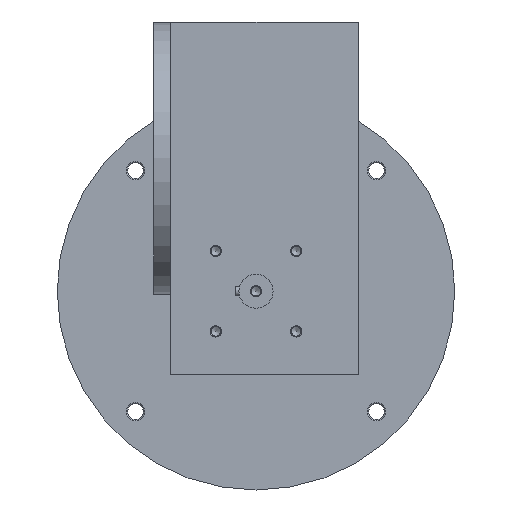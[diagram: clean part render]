
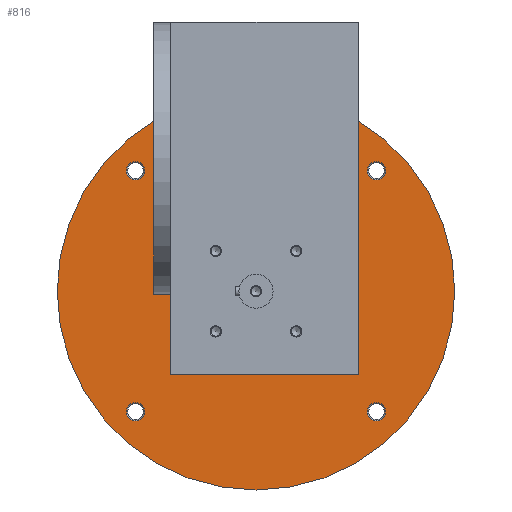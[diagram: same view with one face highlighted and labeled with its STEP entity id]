
A CAD part, left-side view. The second image highlights one B-rep face of the part: STEP entity #816.
In plain terms, the highlighted face is planar.
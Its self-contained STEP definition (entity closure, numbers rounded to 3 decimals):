
#816 = ADVANCED_FACE( '', ( #1812, #1813, #1814, #1815, #1816, #1817 ), #1818, .F. );
#1812 = FACE_OUTER_BOUND( '', #2917, .T. );
#1813 = FACE_BOUND( '', #2918, .T. );
#1814 = FACE_BOUND( '', #2919, .T. );
#1815 = FACE_BOUND( '', #2920, .T. );
#1816 = FACE_BOUND( '', #2921, .T. );
#1817 = FACE_BOUND( '', #2922, .T. );
#1818 = PLANE( '', #2923 );
#2917 = EDGE_LOOP( '', ( #4958 ) );
#2918 = EDGE_LOOP( '', ( #4959 ) );
#2919 = EDGE_LOOP( '', ( #4960 ) );
#2920 = EDGE_LOOP( '', ( #4961 ) );
#2921 = EDGE_LOOP( '', ( #4962 ) );
#2922 = EDGE_LOOP( '', ( #4963 ) );
#2923 = AXIS2_PLACEMENT_3D( '', #4964, #4965, #4966 );
#4958 = ORIENTED_EDGE( '', *, *, #5881, .F. );
#4959 = ORIENTED_EDGE( '', *, *, #6312, .T. );
#4960 = ORIENTED_EDGE( '', *, *, #5878, .T. );
#4961 = ORIENTED_EDGE( '', *, *, #5686, .T. );
#4962 = ORIENTED_EDGE( '', *, *, #6302, .T. );
#4963 = ORIENTED_EDGE( '', *, *, #5626, .T. );
#4964 = CARTESIAN_POINT( '', ( 0., 73., -55. ) );
#4965 = DIRECTION( '', ( 0., 0., -1. ) );
#4966 = DIRECTION( '', ( -1., 0., 0. ) );
#5626 = EDGE_CURVE( '', #6563, #6563, #6564, .T. );
#5686 = EDGE_CURVE( '', #6668, #6668, #6669, .T. );
#5878 = EDGE_CURVE( '', #6996, #6996, #6997, .T. );
#5881 = EDGE_CURVE( '', #7001, #7001, #7002, .T. );
#6302 = EDGE_CURVE( '', #7574, #7574, #7575, .T. );
#6312 = EDGE_CURVE( '', #7586, #7586, #7587, .T. );
#6563 = VERTEX_POINT( '', #7935 );
#6564 = CIRCLE( '', #7936, 73. );
#6668 = VERTEX_POINT( '', #8076 );
#6669 = CIRCLE( '', #8077, 8. );
#6996 = VERTEX_POINT( '', #8507 );
#6997 = CIRCLE( '', #8508, 8. );
#7001 = VERTEX_POINT( '', #8512 );
#7002 = CIRCLE( '', #8513, 175. );
#7574 = VERTEX_POINT( '', #9245 );
#7575 = CIRCLE( '', #9246, 8. );
#7586 = VERTEX_POINT( '', #9259 );
#7587 = CIRCLE( '', #9260, 8. );
#7935 = CARTESIAN_POINT( '', ( -73., 0., -55. ) );
#7936 = AXIS2_PLACEMENT_3D( '', #9501, #9502, #9503 );
#8076 = CARTESIAN_POINT( '', ( -114.066, -106.066, -55. ) );
#8077 = AXIS2_PLACEMENT_3D( '', #9576, #9577, #9578 );
#8507 = CARTESIAN_POINT( '', ( -114.066, 106.066, -55. ) );
#8508 = AXIS2_PLACEMENT_3D( '', #9850, #9851, #9852 );
#8512 = CARTESIAN_POINT( '', ( -175., 0., -55. ) );
#8513 = AXIS2_PLACEMENT_3D( '', #9856, #9857, #9858 );
#9245 = CARTESIAN_POINT( '', ( 98.066, 106.066, -55. ) );
#9246 = AXIS2_PLACEMENT_3D( '', #10313, #10314, #10315 );
#9259 = CARTESIAN_POINT( '', ( 98.066, -106.066, -55. ) );
#9260 = AXIS2_PLACEMENT_3D( '', #10321, #10322, #10323 );
#9501 = CARTESIAN_POINT( '', ( 0., 0., -55. ) );
#9502 = DIRECTION( '', ( 0., 0., -1. ) );
#9503 = DIRECTION( '', ( -1., 0., 0. ) );
#9576 = CARTESIAN_POINT( '', ( -106.066, -106.066, -55. ) );
#9577 = DIRECTION( '', ( 0., 0., -1. ) );
#9578 = DIRECTION( '', ( -1., 0., 0. ) );
#9850 = CARTESIAN_POINT( '', ( -106.066, 106.066, -55. ) );
#9851 = DIRECTION( '', ( 0., 0., -1. ) );
#9852 = DIRECTION( '', ( -1., 0., 0. ) );
#9856 = CARTESIAN_POINT( '', ( 0., 0., -55. ) );
#9857 = DIRECTION( '', ( 0., 0., -1. ) );
#9858 = DIRECTION( '', ( -1., 0., 0. ) );
#10313 = CARTESIAN_POINT( '', ( 106.066, 106.066, -55. ) );
#10314 = DIRECTION( '', ( 0., 0., -1. ) );
#10315 = DIRECTION( '', ( -1., 0., 0. ) );
#10321 = CARTESIAN_POINT( '', ( 106.066, -106.066, -55. ) );
#10322 = DIRECTION( '', ( 0., 0., -1. ) );
#10323 = DIRECTION( '', ( -1., 0., 0. ) );
